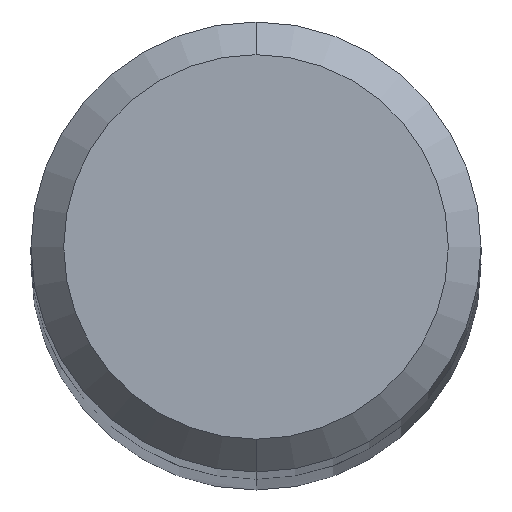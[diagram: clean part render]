
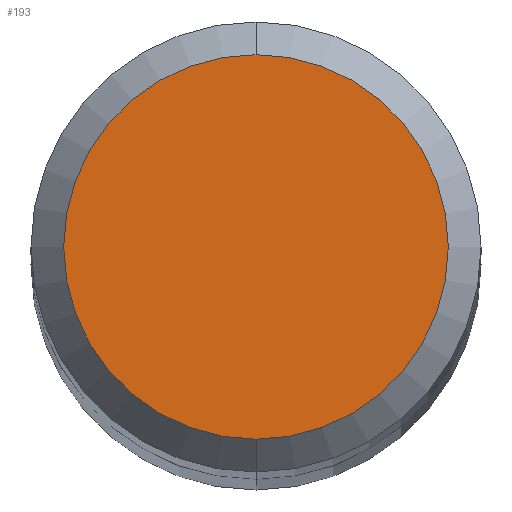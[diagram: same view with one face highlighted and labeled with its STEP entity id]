
A CAD part, top view. The second image highlights one B-rep face of the part: STEP entity #193.
In plain terms, the highlighted planar face has unit normal (0, 0, 1).
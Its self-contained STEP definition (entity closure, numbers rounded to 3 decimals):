
#193=ADVANCED_FACE('',(#455),#456,.T.);
#315=VERTEX_POINT('',#592);
#321=VERTEX_POINT('',#599);
#327=EDGE_CURVE('',#321,#315,#606,.T.);
#333=EDGE_CURVE('',#315,#321,#612,.T.);
#455=FACE_OUTER_BOUND('',#744,.T.);
#456=PLANE('',#745);
#592=CARTESIAN_POINT('',(0.,-2.35,48.0));
#599=CARTESIAN_POINT('',(0.0,2.35,48.0));
#606=CIRCLE('',#1089,2.35);
#612=CIRCLE('',#1096,2.35);
#744=EDGE_LOOP('',(#1319,#1320));
#745=AXIS2_PLACEMENT_3D('',#1321,#1322,#1323);
#1089=AXIS2_PLACEMENT_3D('',#1494,#1495,#1496);
#1096=AXIS2_PLACEMENT_3D('',#1497,#1498,#1499);
#1319=ORIENTED_EDGE('',*,*,#327,.F.);
#1320=ORIENTED_EDGE('',*,*,#333,.F.);
#1321=CARTESIAN_POINT('',(0.0,1.175,48.0));
#1322=DIRECTION('',(0.0,0.0,1.0));
#1323=DIRECTION('',(0.0,-1.0,0.0));
#1494=CARTESIAN_POINT('',(0.0,0.0,48.0));
#1495=DIRECTION('',(0.0,0.0,-1.0));
#1496=DIRECTION('',(0.0,1.0,0.0));
#1497=CARTESIAN_POINT('',(0.0,0.0,48.0));
#1498=DIRECTION('',(0.0,0.0,-1.0));
#1499=DIRECTION('',(0.0,1.0,0.0));
